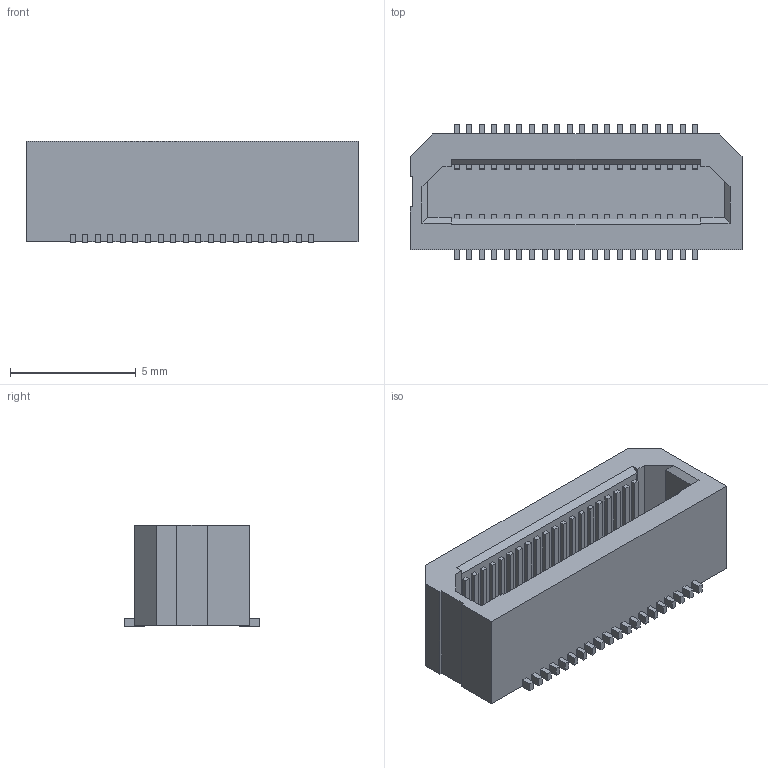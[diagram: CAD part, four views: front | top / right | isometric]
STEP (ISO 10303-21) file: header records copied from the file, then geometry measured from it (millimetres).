
FILE_DESCRIPTION(/* description */ ('Unknown'),/* implementation_level */ '2;1');
FILE_NAME(/* name */ 'AXK5S40047YG',/* time_stamp */ '2023-12-14T10:45:28+02:00',/* author */ ('Unknown'),/* organization */ ('Unknown'),/* preprocessor_version */ 'ST-DEVELOPER v18.102',/* originating_system */ 'Solid Edge',/* authorisation */ 'Unknown');
FILE_SCHEMA (('AUTOMOTIVE_DESIGN {1 0 10303 214 3 1 1}'));
Length unit declared in the file: millimetre
Products named in the file (1): AXK5S40047YG
Bounding box: 13.2 x 5.4 x 4.05 mm (x, y, z)
Volume: 159.5 mm3; surface area: 406.8 mm2
Topology: 1 solids, 1 shells, 477 faces, 1377 edges, 904 vertices
Faces by surface type: plane 477
Entity records: 18638 total; most frequent: CARTESIAN_POINT 2759, ORIENTED_EDGE 2754, DIRECTION 2333, EDGE_CURVE 1377, LINE 1377, VECTOR 1377, VERTEX_POINT 904, EDGE_LOOP 479
